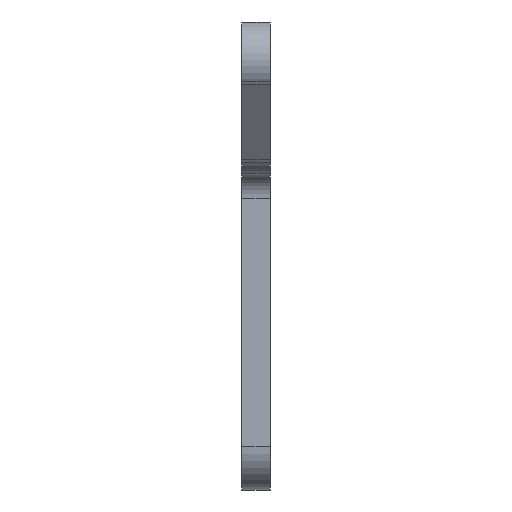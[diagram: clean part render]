
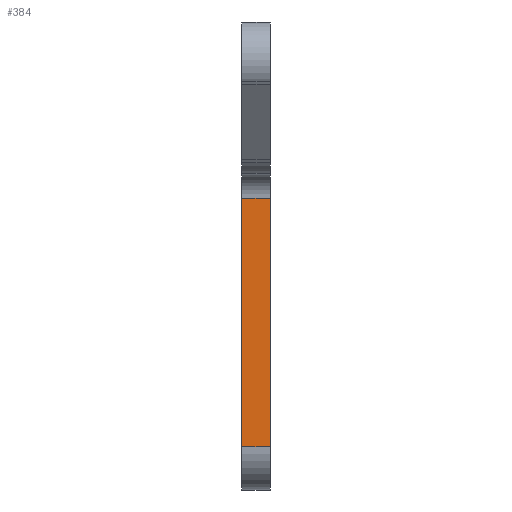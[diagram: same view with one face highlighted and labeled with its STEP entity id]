
A CAD part, left-side view. The second image highlights one B-rep face of the part: STEP entity #384.
In plain terms, the highlighted planar face has unit normal (-1, 0, 0).
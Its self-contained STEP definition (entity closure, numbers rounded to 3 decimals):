
#35 = AXIS2_PLACEMENT_3D ( 'NONE', #49, #964, #1054 ) ;
#37 = VERTEX_POINT ( 'NONE', #578 ) ;
#49 = CARTESIAN_POINT ( 'NONE',  ( -19., 3., -28.5 ) ) ;
#83 = LINE ( 'NONE', #520, #953 ) ;
#108 = CARTESIAN_POINT ( 'NONE',  ( -19., -3., -28.5 ) ) ;
#225 = DIRECTION ( 'NONE',  ( 0., -1., 0. ) ) ;
#304 = VERTEX_POINT ( 'NONE', #809 ) ;
#339 = CARTESIAN_POINT ( 'NONE',  ( -19., 3., -28.5 ) ) ;
#346 = EDGE_CURVE ( 'NONE', #304, #858, #418, .T. ) ;
#384 = ADVANCED_FACE ( 'NONE', ( #933 ), #972, .F. ) ;
#418 = LINE ( 'NONE', #960, #1053 ) ;
#520 = CARTESIAN_POINT ( 'NONE',  ( -19., 3., -28.5 ) ) ;
#558 = VERTEX_POINT ( 'NONE', #842 ) ;
#578 = CARTESIAN_POINT ( 'NONE',  ( -19., 3., -80. ) ) ;
#590 = EDGE_CURVE ( 'NONE', #558, #858, #1089, .T. ) ;
#615 = VECTOR ( 'NONE', #225, 1000. ) ;
#624 = EDGE_LOOP ( 'NONE', ( #935, #788, #846, #780 ) ) ;
#680 = EDGE_CURVE ( 'NONE', #37, #558, #83, .T. ) ;
#717 = CARTESIAN_POINT ( 'NONE',  ( -19., 3., -80. ) ) ;
#752 = DIRECTION ( 'NONE',  ( 0., -1., 0. ) ) ;
#780 = ORIENTED_EDGE ( 'NONE', *, *, #680, .F. ) ;
#788 = ORIENTED_EDGE ( 'NONE', *, *, #346, .T. ) ;
#809 = CARTESIAN_POINT ( 'NONE',  ( -19., -3., -80. ) ) ;
#841 = VECTOR ( 'NONE', #752, 1000. ) ;
#842 = CARTESIAN_POINT ( 'NONE',  ( -19., 3., -28.5 ) ) ;
#846 = ORIENTED_EDGE ( 'NONE', *, *, #590, .F. ) ;
#858 = VERTEX_POINT ( 'NONE', #108 ) ;
#881 = LINE ( 'NONE', #717, #615 ) ;
#896 = DIRECTION ( 'NONE',  ( 0., 0., 1. ) ) ;
#932 = DIRECTION ( 'NONE',  ( 0., 0., 1. ) ) ;
#933 = FACE_OUTER_BOUND ( 'NONE', #624, .T. ) ;
#935 = ORIENTED_EDGE ( 'NONE', *, *, #945, .T. ) ;
#945 = EDGE_CURVE ( 'NONE', #37, #304, #881, .T. ) ;
#953 = VECTOR ( 'NONE', #932, 1000. ) ;
#960 = CARTESIAN_POINT ( 'NONE',  ( -19., -3., -28.5 ) ) ;
#964 = DIRECTION ( 'NONE',  ( 1., 0., 0. ) ) ;
#972 = PLANE ( 'NONE',  #35 ) ;
#1053 = VECTOR ( 'NONE', #896, 1000. ) ;
#1054 = DIRECTION ( 'NONE',  ( 0., 0., -1. ) ) ;
#1089 = LINE ( 'NONE', #339, #841 ) ;
